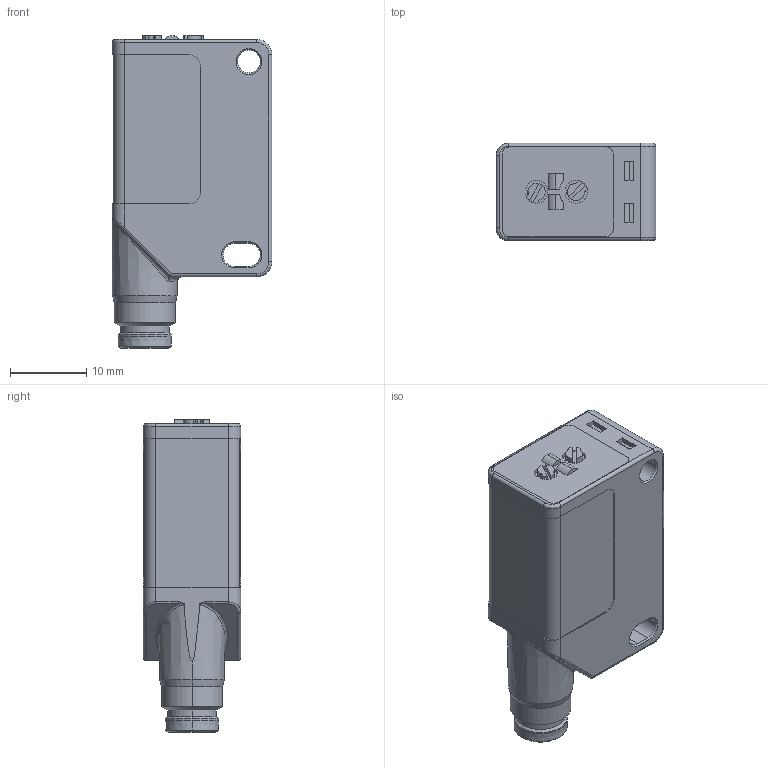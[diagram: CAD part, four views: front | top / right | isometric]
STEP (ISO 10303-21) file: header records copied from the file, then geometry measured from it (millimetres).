
FILE_DESCRIPTION (( 'STEP AP214' ), '1' );
FILE_NAME ('QMRHD-0P-0F.step', '2018-04-12T20:52:12', ( '' ), ( '' ), 'SwSTEP 2.0', 'SolidWorks 2017', '' );
FILE_SCHEMA (( 'AUTOMOTIVE_DESIGN' ));
Length unit declared in the file: inch
Products named in the file (1): QMRHD-0P-0F
Bounding box: 21 x 12.8 x 41.11 mm (x, y, z)
Volume: 7761.4 mm3; surface area: 4999.4 mm2
Topology: 7 solids, 10 shells, 272 faces, 654 edges, 416 vertices
Faces by surface type: plane 125, cylinder 100, cone 33, bspline 14
Entity records: 12924 total; most frequent: CARTESIAN_POINT 2906, DIRECTION 1346, ORIENTED_EDGE 1308, EDGE_CURVE 654, AXIS2_PLACEMENT_3D 489, VERTEX_POINT 416, LINE 368, VECTOR 368
